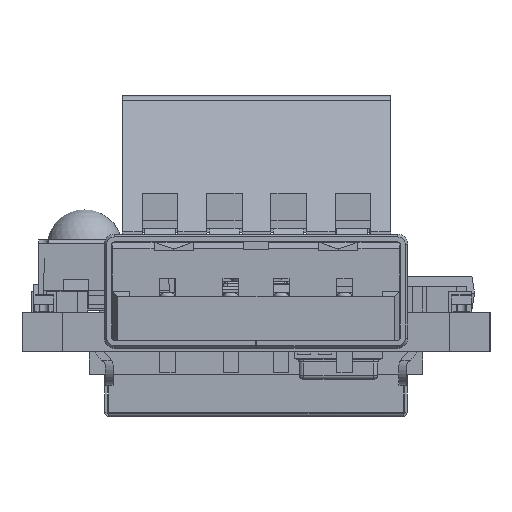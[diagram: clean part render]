
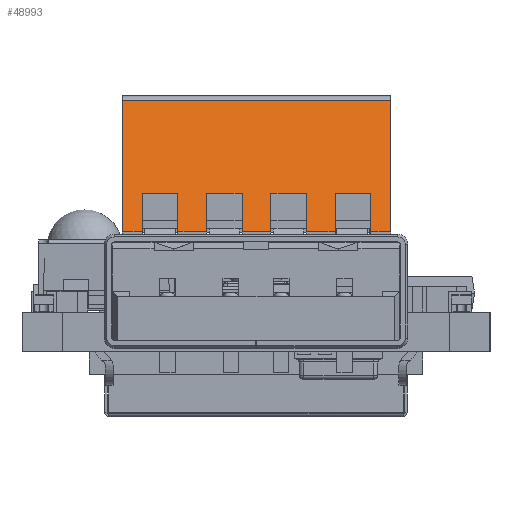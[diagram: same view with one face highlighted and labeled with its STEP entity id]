
A CAD part, left-side view. The second image highlights one B-rep face of the part: STEP entity #48993.
In plain terms, the highlighted face is planar.
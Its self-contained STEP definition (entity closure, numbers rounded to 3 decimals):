
#2940=PLANE('',#52922);
#5638=FACE_OUTER_BOUND('',#8643,.T.);
#8643=EDGE_LOOP('',(#44452,#44453,#44454,#44455,#44456,#44457,#44458,#44459,
#44460,#44461,#44462,#44463,#44464,#44465,#44466,#44467,#44468,#44469,#44470,
#44471));
#13762=LINE('',#79482,#19388);
#13810=LINE('',#79940,#19436);
#13826=LINE('',#79974,#19452);
#13894=LINE('',#80110,#19520);
#13903=LINE('',#80126,#19529);
#13912=LINE('',#80145,#19538);
#13974=LINE('',#80270,#19600);
#13983=LINE('',#80286,#19609);
#13992=LINE('',#80305,#19618);
#14054=LINE('',#80430,#19680);
#14063=LINE('',#80446,#19689);
#14072=LINE('',#80465,#19698);
#14077=LINE('',#80476,#19703);
#14108=LINE('',#80533,#19734);
#14114=LINE('',#80543,#19740);
#14115=LINE('',#80544,#19741);
#14116=LINE('',#80545,#19742);
#14117=LINE('',#80546,#19743);
#14119=LINE('',#80549,#19745);
#14139=LINE('',#80593,#19765);
#19388=VECTOR('',#64663,1.);
#19436=VECTOR('',#64853,1.);
#19452=VECTOR('',#64877,1.);
#19520=VECTOR('',#64991,1.);
#19529=VECTOR('',#65006,1.);
#19538=VECTOR('',#65023,1.);
#19600=VECTOR('',#65131,1.);
#19609=VECTOR('',#65146,1.);
#19618=VECTOR('',#65163,1.);
#19680=VECTOR('',#65271,1.);
#19689=VECTOR('',#65286,1.);
#19698=VECTOR('',#65303,1.);
#19703=VECTOR('',#65314,1.);
#19734=VECTOR('',#65357,1.);
#19740=VECTOR('',#65367,1.);
#19741=VECTOR('',#65368,1.);
#19742=VECTOR('',#65369,1.);
#19743=VECTOR('',#65370,1.);
#19745=VECTOR('',#65372,1.);
#19765=VECTOR('',#65430,1.);
#24752=VERTEX_POINT('',#79475);
#24755=VERTEX_POINT('',#79480);
#24835=VERTEX_POINT('',#79938);
#24848=VERTEX_POINT('',#79971);
#24849=VERTEX_POINT('',#79973);
#24894=VERTEX_POINT('',#80109);
#24898=VERTEX_POINT('',#80124);
#24903=VERTEX_POINT('',#80142);
#24904=VERTEX_POINT('',#80144);
#24944=VERTEX_POINT('',#80269);
#24948=VERTEX_POINT('',#80284);
#24953=VERTEX_POINT('',#80302);
#24954=VERTEX_POINT('',#80304);
#24994=VERTEX_POINT('',#80429);
#24998=VERTEX_POINT('',#80444);
#25003=VERTEX_POINT('',#80462);
#25004=VERTEX_POINT('',#80464);
#25007=VERTEX_POINT('',#80475);
#25027=VERTEX_POINT('',#80531);
#25030=VERTEX_POINT('',#80547);
#31119=EDGE_CURVE('',#24755,#24752,#13762,.T.);
#31223=EDGE_CURVE('',#24755,#24835,#13810,.T.);
#31239=EDGE_CURVE('',#24848,#24849,#13826,.T.);
#31307=EDGE_CURVE('',#24848,#24894,#13894,.T.);
#31316=EDGE_CURVE('',#24894,#24898,#13903,.T.);
#31325=EDGE_CURVE('',#24903,#24904,#13912,.T.);
#31387=EDGE_CURVE('',#24903,#24944,#13974,.T.);
#31396=EDGE_CURVE('',#24944,#24948,#13983,.T.);
#31405=EDGE_CURVE('',#24953,#24954,#13992,.T.);
#31467=EDGE_CURVE('',#24953,#24994,#14054,.T.);
#31476=EDGE_CURVE('',#24994,#24998,#14063,.T.);
#31485=EDGE_CURVE('',#25003,#25004,#14072,.T.);
#31490=EDGE_CURVE('',#25003,#25007,#14077,.T.);
#31521=EDGE_CURVE('',#25007,#25027,#14108,.T.);
#31527=EDGE_CURVE('',#24998,#25004,#14114,.T.);
#31528=EDGE_CURVE('',#24948,#24954,#14115,.T.);
#31529=EDGE_CURVE('',#24898,#24904,#14116,.T.);
#31530=EDGE_CURVE('',#24835,#24849,#14117,.T.);
#31532=EDGE_CURVE('',#25027,#25030,#14119,.T.);
#31552=EDGE_CURVE('',#25030,#24752,#14139,.T.);
#44452=ORIENTED_EDGE('',*,*,#31552,.T.);
#44453=ORIENTED_EDGE('',*,*,#31119,.F.);
#44454=ORIENTED_EDGE('',*,*,#31223,.T.);
#44455=ORIENTED_EDGE('',*,*,#31530,.T.);
#44456=ORIENTED_EDGE('',*,*,#31239,.F.);
#44457=ORIENTED_EDGE('',*,*,#31307,.T.);
#44458=ORIENTED_EDGE('',*,*,#31316,.T.);
#44459=ORIENTED_EDGE('',*,*,#31529,.T.);
#44460=ORIENTED_EDGE('',*,*,#31325,.F.);
#44461=ORIENTED_EDGE('',*,*,#31387,.T.);
#44462=ORIENTED_EDGE('',*,*,#31396,.T.);
#44463=ORIENTED_EDGE('',*,*,#31528,.T.);
#44464=ORIENTED_EDGE('',*,*,#31405,.F.);
#44465=ORIENTED_EDGE('',*,*,#31467,.T.);
#44466=ORIENTED_EDGE('',*,*,#31476,.T.);
#44467=ORIENTED_EDGE('',*,*,#31527,.T.);
#44468=ORIENTED_EDGE('',*,*,#31485,.F.);
#44469=ORIENTED_EDGE('',*,*,#31490,.T.);
#44470=ORIENTED_EDGE('',*,*,#31521,.T.);
#44471=ORIENTED_EDGE('',*,*,#31532,.T.);
#48993=ADVANCED_FACE('',(#5638),#2940,.F.);
#52922=AXIS2_PLACEMENT_3D('',#80592,#65428,#65429);
#64663=DIRECTION('',(-1.,0.,0.));
#64853=DIRECTION('',(0.,0.309,-0.951));
#64877=DIRECTION('',(0.,0.309,-0.951));
#64991=DIRECTION('',(-1.,0.,0.));
#65006=DIRECTION('',(0.,0.309,-0.951));
#65023=DIRECTION('',(0.,0.309,-0.951));
#65131=DIRECTION('',(-1.,0.,0.));
#65146=DIRECTION('',(0.,0.309,-0.951));
#65163=DIRECTION('',(0.,0.309,-0.951));
#65271=DIRECTION('',(-1.,0.,0.));
#65286=DIRECTION('',(0.,0.309,-0.951));
#65303=DIRECTION('',(0.,0.309,-0.951));
#65314=DIRECTION('',(-1.,0.,0.));
#65357=DIRECTION('',(0.,0.309,-0.951));
#65367=DIRECTION('',(-1.,0.,0.));
#65368=DIRECTION('',(-1.,0.,0.));
#65369=DIRECTION('',(-1.,0.,0.));
#65370=DIRECTION('',(-1.,0.,0.));
#65372=DIRECTION('',(-1.,0.,0.));
#65428=DIRECTION('center_axis',(0.,-0.951,
-0.309));
#65429=DIRECTION('ref_axis',(0.,0.309,-0.951));
#65430=DIRECTION('',(0.,-0.309,0.951));
#79475=CARTESIAN_POINT('',(-5.32,1.367,8.343));
#79480=CARTESIAN_POINT('',(5.28,1.367,8.343));
#79482=CARTESIAN_POINT('',(5.28,1.367,8.343));
#79938=CARTESIAN_POINT('',(5.28,3.05,3.164));
#79940=CARTESIAN_POINT('',(5.28,1.367,8.343));
#79971=CARTESIAN_POINT('',(4.49,2.55,4.703));
#79973=CARTESIAN_POINT('',(4.49,3.05,3.164));
#79974=CARTESIAN_POINT('',(4.49,2.55,4.703));
#80109=CARTESIAN_POINT('',(3.09,2.55,4.703));
#80110=CARTESIAN_POINT('',(3.79,2.55,4.703));
#80124=CARTESIAN_POINT('',(3.09,3.05,3.164));
#80126=CARTESIAN_POINT('',(3.09,2.55,4.703));
#80142=CARTESIAN_POINT('',(1.95,2.55,4.703));
#80144=CARTESIAN_POINT('',(1.95,3.05,3.164));
#80145=CARTESIAN_POINT('',(1.95,2.55,4.703));
#80269=CARTESIAN_POINT('',(0.55,2.55,4.703));
#80270=CARTESIAN_POINT('',(1.25,2.55,4.703));
#80284=CARTESIAN_POINT('',(0.55,3.05,3.164));
#80286=CARTESIAN_POINT('',(0.55,2.55,4.703));
#80302=CARTESIAN_POINT('',(-0.59,2.55,4.703));
#80304=CARTESIAN_POINT('',(-0.59,3.05,3.164));
#80305=CARTESIAN_POINT('',(-0.59,2.55,4.703));
#80429=CARTESIAN_POINT('',(-1.99,2.55,4.703));
#80430=CARTESIAN_POINT('',(-1.29,2.55,4.703));
#80444=CARTESIAN_POINT('',(-1.99,3.05,3.164));
#80446=CARTESIAN_POINT('',(-1.99,2.55,4.703));
#80462=CARTESIAN_POINT('',(-3.13,2.55,4.703));
#80464=CARTESIAN_POINT('',(-3.13,3.05,3.164));
#80465=CARTESIAN_POINT('',(-3.13,2.55,4.703));
#80475=CARTESIAN_POINT('',(-4.53,2.55,4.703));
#80476=CARTESIAN_POINT('',(-3.83,2.55,4.703));
#80531=CARTESIAN_POINT('',(-4.53,3.05,3.164));
#80533=CARTESIAN_POINT('',(-4.53,2.55,4.703));
#80543=CARTESIAN_POINT('',(-1.99,3.05,3.164));
#80544=CARTESIAN_POINT('',(0.55,3.05,3.164));
#80545=CARTESIAN_POINT('',(3.09,3.05,3.164));
#80546=CARTESIAN_POINT('',(5.28,3.05,3.164));
#80547=CARTESIAN_POINT('',(-5.32,3.05,3.164));
#80549=CARTESIAN_POINT('',(-4.53,3.05,3.164));
#80592=CARTESIAN_POINT('Origin',(-3.793,3.092,3.035));
#80593=CARTESIAN_POINT('',(-5.32,3.05,3.164));
